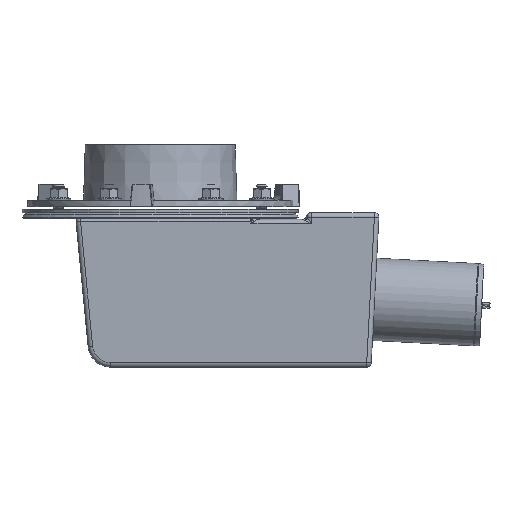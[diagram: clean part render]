
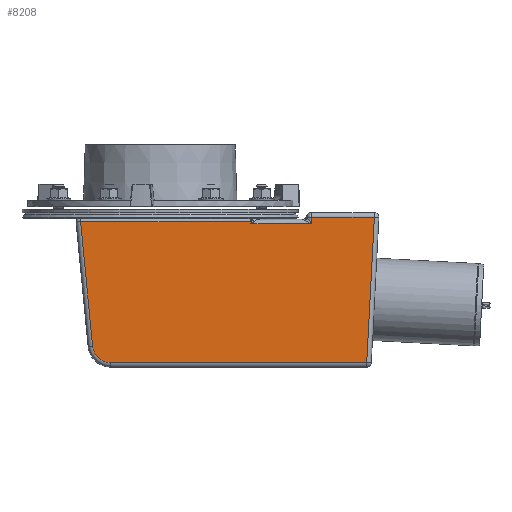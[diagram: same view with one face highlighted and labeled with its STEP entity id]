
A CAD part, front view. The second image highlights one B-rep face of the part: STEP entity #8208.
In plain terms, the highlighted planar face has unit normal (0, -1, 0).
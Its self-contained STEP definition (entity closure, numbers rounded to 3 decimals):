
#114=B_SPLINE_CURVE_WITH_KNOTS('',3,(#14308,#14309,#14310,#14311,#14312,
#14313),.UNSPECIFIED.,.F.,.F.,(4,2,4),(0.,1.706,1.714),
 .UNSPECIFIED.);
#124=B_SPLINE_CURVE_WITH_KNOTS('',3,(#14525,#14526,#14527,#14528,#14529,
#14530),.UNSPECIFIED.,.F.,.F.,(4,1,1,4),(-0.324,-0.185,
-0.092,0.),.UNSPECIFIED.);
#559=PLANE('',#10000);
#1281=FACE_OUTER_BOUND('',#1912,.T.);
#1912=EDGE_LOOP('',(#6033,#6034,#6035,#6036,#6037,#6038,#6039,#6040,#6041,
#6042));
#2568=CIRCLE('',#9891,16.);
#3155=VERTEX_POINT('',#14214);
#3156=VERTEX_POINT('',#14216);
#3159=VERTEX_POINT('',#14224);
#3179=VERTEX_POINT('',#14279);
#3180=VERTEX_POINT('',#14306);
#3181=VERTEX_POINT('',#14307);
#3187=VERTEX_POINT('',#14412);
#3215=VERTEX_POINT('',#14785);
#3218=VERTEX_POINT('',#14851);
#3239=VERTEX_POINT('',#15324);
#4109=EDGE_CURVE('',#3155,#3156,#2568,.T.);
#4114=EDGE_CURVE('',#3159,#3155,#8815,.T.);
#4138=EDGE_CURVE('',#3156,#3179,#8832,.T.);
#4140=EDGE_CURVE('',#3180,#3181,#114,.T.);
#4159=EDGE_CURVE('',#3187,#3180,#124,.T.);
#4163=EDGE_CURVE('',#3179,#3187,#8834,.T.);
#4201=EDGE_CURVE('',#3215,#3218,#8845,.T.);
#4202=EDGE_CURVE('',#3181,#3215,#8846,.T.);
#4243=EDGE_CURVE('',#3239,#3159,#8860,.T.);
#4244=EDGE_CURVE('',#3218,#3239,#8861,.T.);
#6033=ORIENTED_EDGE('',*,*,#4109,.F.);
#6034=ORIENTED_EDGE('',*,*,#4114,.F.);
#6035=ORIENTED_EDGE('',*,*,#4243,.F.);
#6036=ORIENTED_EDGE('',*,*,#4244,.F.);
#6037=ORIENTED_EDGE('',*,*,#4201,.F.);
#6038=ORIENTED_EDGE('',*,*,#4202,.F.);
#6039=ORIENTED_EDGE('',*,*,#4140,.F.);
#6040=ORIENTED_EDGE('',*,*,#4159,.F.);
#6041=ORIENTED_EDGE('',*,*,#4163,.F.);
#6042=ORIENTED_EDGE('',*,*,#4138,.F.);
#8208=ADVANCED_FACE('',(#1281),#559,.T.);
#8815=LINE('',#14226,#9263);
#8832=LINE('',#14280,#9280);
#8834=LINE('',#14541,#9282);
#8845=LINE('',#14855,#9293);
#8846=LINE('',#14857,#9294);
#8860=LINE('',#15326,#9308);
#8861=LINE('',#15328,#9309);
#9263=VECTOR('',#11524,1.);
#9280=VECTOR('',#11563,1.);
#9282=VECTOR('',#11591,1.);
#9293=VECTOR('',#11656,1.);
#9294=VECTOR('',#11659,1.);
#9308=VECTOR('',#11753,1.);
#9309=VECTOR('',#11756,1.);
#9891=AXIS2_PLACEMENT_3D('',#14217,#11513,#11514);
#10000=AXIS2_PLACEMENT_3D('',#15342,#11781,#11782);
#11513=DIRECTION('center_axis',(0.,1.,0.));
#11514=DIRECTION('ref_axis',(-0.815,0.,-0.58));
#11524=DIRECTION('',(-1.,0.,0.));
#11563=DIRECTION('',(-0.096,0.,0.995));
#11591=DIRECTION('',(1.,0.,0.));
#11656=DIRECTION('',(0.,0.,1.));
#11659=DIRECTION('',(1.,0.,0.));
#11753=DIRECTION('',(-0.052,0.,-0.999));
#11756=DIRECTION('',(1.,0.,0.));
#11781=DIRECTION('center_axis',(0.,-1.,0.));
#11782=DIRECTION('ref_axis',(0.,0.,-1.));
#14214=CARTESIAN_POINT('',(-43.968,-75.,-66.));
#14216=CARTESIAN_POINT('',(-59.894,-75.,-51.542));
#14217=CARTESIAN_POINT('Origin',(-43.968,-75.,-50.));
#14224=CARTESIAN_POINT('',(183.076,-75.,-66.));
#14226=CARTESIAN_POINT('',(1.485,-75.,-66.));
#14279=CARTESIAN_POINT('',(-70.594,-75.,59.));
#14280=CARTESIAN_POINT('',(-61.233,-75.,-37.701));
#14306=CARTESIAN_POINT('',(80.171,-75.,58.688));
#14307=CARTESIAN_POINT('',(80.467,-75.,57.));
#14308=CARTESIAN_POINT('Ctrl Pts',(80.171,-75.,58.688));
#14309=CARTESIAN_POINT('Ctrl Pts',(80.274,-75.,58.129));
#14310=CARTESIAN_POINT('Ctrl Pts',(80.37,-75.,57.568));
#14311=CARTESIAN_POINT('Ctrl Pts',(80.466,-75.,57.005));
#14312=CARTESIAN_POINT('Ctrl Pts',(80.467,-75.,57.003));
#14313=CARTESIAN_POINT('Ctrl Pts',(80.467,-75.,57.));
#14412=CARTESIAN_POINT('',(80.087,-75.,59.));
#14525=CARTESIAN_POINT('Ctrl Pts',(80.087,-75.,59.));
#14526=CARTESIAN_POINT('Ctrl Pts',(80.101,-75.,58.956));
#14527=CARTESIAN_POINT('Ctrl Pts',(80.123,-75.,58.882));
#14528=CARTESIAN_POINT('Ctrl Pts',(80.152,-75.,58.778));
#14529=CARTESIAN_POINT('Ctrl Pts',(80.166,-75.,58.718));
#14530=CARTESIAN_POINT('Ctrl Pts',(80.171,-75.,58.688));
#14541=CARTESIAN_POINT('',(94.268,-75.,59.));
#14785=CARTESIAN_POINT('',(134.,-75.,57.));
#14851=CARTESIAN_POINT('',(134.,-75.,63.));
#14855=CARTESIAN_POINT('',(134.,-75.,62.407));
#14857=CARTESIAN_POINT('',(93.717,-75.,57.));
#15324=CARTESIAN_POINT('',(189.837,-75.,63.));
#15326=CARTESIAN_POINT('',(184.6,-75.,-36.916));
#15328=CARTESIAN_POINT('',(125.651,-75.,63.));
#15342=CARTESIAN_POINT('Origin',(-63.351,-75.,-5.693));
